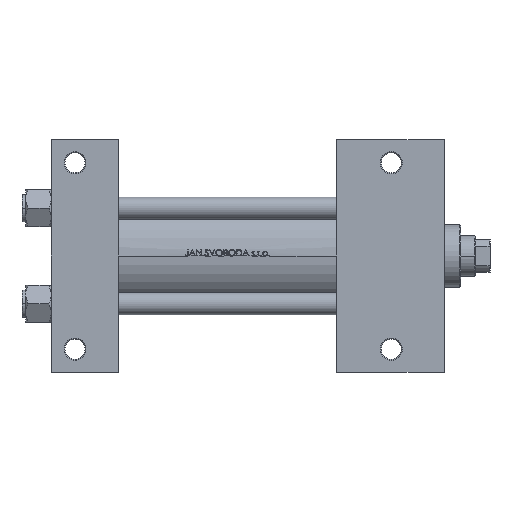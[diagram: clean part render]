
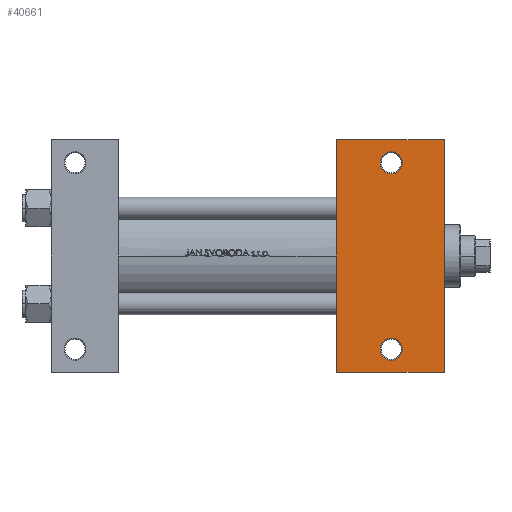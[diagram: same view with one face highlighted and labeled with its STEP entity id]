
A CAD part, front view. The second image highlights one B-rep face of the part: STEP entity #40661.
In plain terms, the highlighted face is planar.
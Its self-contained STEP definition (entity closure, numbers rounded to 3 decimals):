
#1522 = DIRECTION ( 'NONE',  ( 0., 0., 1. ) ) ;
#2629 = DIRECTION ( 'NONE',  ( 0., 0., 1. ) ) ;
#2713 = LINE ( 'NONE', #32620, #2865 ) ;
#2862 = ORIENTED_EDGE ( 'NONE', *, *, #32621, .T. ) ;
#2865 = VECTOR ( 'NONE', #37088, 1000. ) ;
#4724 = CARTESIAN_POINT ( 'NONE',  ( 156., 37.5, -37.5 ) ) ;
#5505 = LINE ( 'NONE', #28188, #42914 ) ;
#5548 = DIRECTION ( 'NONE',  ( -1., 0., 0. ) ) ;
#5771 = ORIENTED_EDGE ( 'NONE', *, *, #32456, .T. ) ;
#5793 = FACE_BOUND ( 'NONE', #39315, .T. ) ;
#6192 = CARTESIAN_POINT ( 'NONE',  ( 180.001, 51., -37.5 ) ) ;
#7113 = ORIENTED_EDGE ( 'NONE', *, *, #35132, .F. ) ;
#7285 = EDGE_CURVE ( 'NONE', #35076, #38996, #5505, .T. ) ;
#8212 = CARTESIAN_POINT ( 'NONE',  ( 186., -51., -37.5 ) ) ;
#8496 = CARTESIAN_POINT ( 'NONE',  ( 186., -51., -37.5 ) ) ;
#10098 = CARTESIAN_POINT ( 'NONE',  ( 186., 51., -37.5 ) ) ;
#10931 = VERTEX_POINT ( 'NONE', #42387 ) ;
#12473 = DIRECTION ( 'NONE',  ( -1., 0., 0. ) ) ;
#12508 = VERTEX_POINT ( 'NONE', #28716 ) ;
#13275 = EDGE_LOOP ( 'NONE', ( #7113, #2862, #48227, #33280 ) ) ;
#13555 = EDGE_CURVE ( 'NONE', #16910, #14074, #25522, .T. ) ;
#14074 = VERTEX_POINT ( 'NONE', #31048 ) ;
#14765 = CIRCLE ( 'NONE', #38654, 5.999 ) ;
#14768 = ORIENTED_EDGE ( 'NONE', *, *, #13555, .T. ) ;
#15674 = CARTESIAN_POINT ( 'NONE',  ( 156., -63.5, -37.5 ) ) ;
#15934 = DIRECTION ( 'NONE',  ( 0., -1., 0. ) ) ;
#15939 = CARTESIAN_POINT ( 'NONE',  ( 215., -63.5, -37.5 ) ) ;
#16318 = CARTESIAN_POINT ( 'NONE',  ( 156., 63.5, -37.5 ) ) ;
#16763 = PLANE ( 'NONE',  #42731 ) ;
#16910 = VERTEX_POINT ( 'NONE', #6192 ) ;
#17489 = CARTESIAN_POINT ( 'NONE',  ( 215., 37.5, -37.5 ) ) ;
#18833 = ORIENTED_EDGE ( 'NONE', *, *, #30591, .T. ) ;
#19423 = DIRECTION ( 'NONE',  ( -1., 0., 0. ) ) ;
#19683 = EDGE_CURVE ( 'NONE', #10931, #29131, #48801, .T. ) ;
#19691 = DIRECTION ( 'NONE',  ( -1., 0., 0. ) ) ;
#23668 = LINE ( 'NONE', #4724, #24442 ) ;
#24442 = VECTOR ( 'NONE', #15934, 1000. ) ;
#24978 = FACE_BOUND ( 'NONE', #44715, .T. ) ;
#25522 = CIRCLE ( 'NONE', #31897, 5.999 ) ;
#26414 = CARTESIAN_POINT ( 'NONE',  ( 215., 63.5, -37.5 ) ) ;
#26430 = DIRECTION ( 'NONE',  ( 0., 0., 1. ) ) ;
#26519 = AXIS2_PLACEMENT_3D ( 'NONE', #8496, #43131, #34666 ) ;
#26760 = AXIS2_PLACEMENT_3D ( 'NONE', #10098, #2629, #32783 ) ;
#28188 = CARTESIAN_POINT ( 'NONE',  ( 215., 37.5, -37.5 ) ) ;
#28716 = CARTESIAN_POINT ( 'NONE',  ( 156., -63.5, -37.5 ) ) ;
#29131 = VERTEX_POINT ( 'NONE', #32657 ) ;
#30591 = EDGE_CURVE ( 'NONE', #14074, #16910, #37110, .T. ) ;
#31048 = CARTESIAN_POINT ( 'NONE',  ( 191.999, 51., -37.5 ) ) ;
#31376 = LINE ( 'NONE', #15674, #42662 ) ;
#31897 = AXIS2_PLACEMENT_3D ( 'NONE', #46609, #1522, #12473 ) ;
#32456 = EDGE_CURVE ( 'NONE', #29131, #10931, #14765, .T. ) ;
#32620 = CARTESIAN_POINT ( 'NONE',  ( 156., 63.5, -37.5 ) ) ;
#32621 = EDGE_CURVE ( 'NONE', #45903, #35076, #2713, .T. ) ;
#32657 = CARTESIAN_POINT ( 'NONE',  ( 191.999, -51., -37.5 ) ) ;
#32783 = DIRECTION ( 'NONE',  ( -1., 0., 0. ) ) ;
#33280 = ORIENTED_EDGE ( 'NONE', *, *, #37511, .T. ) ;
#34666 = DIRECTION ( 'NONE',  ( -1., 0., 0. ) ) ;
#35076 = VERTEX_POINT ( 'NONE', #26414 ) ;
#35132 = EDGE_CURVE ( 'NONE', #45903, #12508, #23668, .T. ) ;
#35952 = DIRECTION ( 'NONE',  ( 0., 0., -1. ) ) ;
#37088 = DIRECTION ( 'NONE',  ( 1., 0., 0. ) ) ;
#37110 = CIRCLE ( 'NONE', #26760, 5.999 ) ;
#37511 = EDGE_CURVE ( 'NONE', #38996, #12508, #31376, .T. ) ;
#38654 = AXIS2_PLACEMENT_3D ( 'NONE', #8212, #26430, #19691 ) ;
#38996 = VERTEX_POINT ( 'NONE', #15939 ) ;
#39315 = EDGE_LOOP ( 'NONE', ( #14768, #18833 ) ) ;
#40170 = FACE_OUTER_BOUND ( 'NONE', #13275, .T. ) ;
#40661 = ADVANCED_FACE ( 'NONE', ( #5793, #24978, #40170 ), #16763, .T. ) ;
#42387 = CARTESIAN_POINT ( 'NONE',  ( 180.001, -51., -37.5 ) ) ;
#42634 = DIRECTION ( 'NONE',  ( 0., -1., 0. ) ) ;
#42662 = VECTOR ( 'NONE', #19423, 1000. ) ;
#42731 = AXIS2_PLACEMENT_3D ( 'NONE', #17489, #35952, #5548 ) ;
#42914 = VECTOR ( 'NONE', #42634, 1000. ) ;
#43131 = DIRECTION ( 'NONE',  ( 0., 0., 1. ) ) ;
#43133 = ORIENTED_EDGE ( 'NONE', *, *, #19683, .T. ) ;
#44715 = EDGE_LOOP ( 'NONE', ( #43133, #5771 ) ) ;
#45903 = VERTEX_POINT ( 'NONE', #16318 ) ;
#46609 = CARTESIAN_POINT ( 'NONE',  ( 186., 51., -37.5 ) ) ;
#48227 = ORIENTED_EDGE ( 'NONE', *, *, #7285, .T. ) ;
#48801 = CIRCLE ( 'NONE', #26519, 5.999 ) ;
